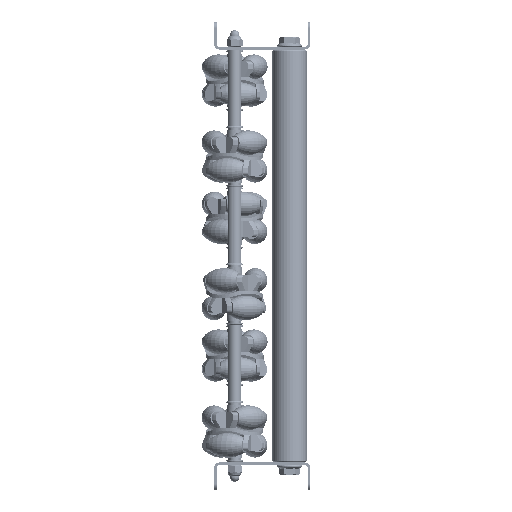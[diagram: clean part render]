
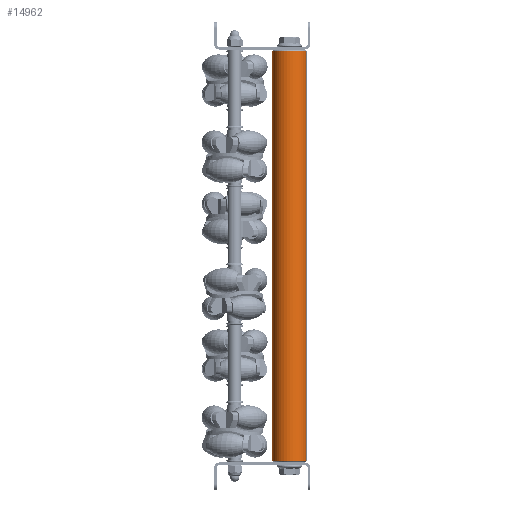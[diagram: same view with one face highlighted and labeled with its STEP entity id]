
A CAD part, left-side view. The second image highlights one B-rep face of the part: STEP entity #14962.
In plain terms, the highlighted cylindrical face has radius 12.5 mm (diameter 25 mm), a partial arc.
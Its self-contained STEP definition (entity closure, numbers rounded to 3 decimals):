
#357 = EDGE_LOOP ( 'NONE', ( #16198, #6730, #9926, #2459 ) ) ;
#380 = VERTEX_POINT ( 'NONE', #9011 ) ;
#1044 = FACE_OUTER_BOUND ( 'NONE', #357, .T. ) ;
#1470 = AXIS2_PLACEMENT_3D ( 'NONE', #7907, #5066, #6864 ) ;
#1890 = VERTEX_POINT ( 'NONE', #2953 ) ;
#2266 = EDGE_CURVE ( 'NONE', #380, #1890, #9223, .T. ) ;
#2459 = ORIENTED_EDGE ( 'NONE', *, *, #2266, .T. ) ;
#2953 = CARTESIAN_POINT ( 'NONE',  ( 1., 0., -12.5 ) ) ;
#3309 = LINE ( 'NONE', #6204, #11630 ) ;
#3493 = CARTESIAN_POINT ( 'NONE',  ( 299., 0., -12.5 ) ) ;
#4469 = DIRECTION ( 'NONE',  ( 0., 0., 1. ) ) ;
#4877 = CYLINDRICAL_SURFACE ( 'NONE', #13644, 12.5 ) ;
#5066 = DIRECTION ( 'NONE',  ( -1., 0., 0. ) ) ;
#6074 = VERTEX_POINT ( 'NONE', #6541 ) ;
#6204 = CARTESIAN_POINT ( 'NONE',  ( 300., 0., 12.5 ) ) ;
#6250 = CARTESIAN_POINT ( 'NONE',  ( 300., 0., 0. ) ) ;
#6534 = EDGE_CURVE ( 'NONE', #9545, #1890, #12030, .T. ) ;
#6541 = CARTESIAN_POINT ( 'NONE',  ( 299., 0., 12.5 ) ) ;
#6730 = ORIENTED_EDGE ( 'NONE', *, *, #7551, .T. ) ;
#6864 = DIRECTION ( 'NONE',  ( 0., 0., -1. ) ) ;
#7117 = EDGE_CURVE ( 'NONE', #6074, #380, #3309, .T. ) ;
#7551 = EDGE_CURVE ( 'NONE', #9545, #6074, #9104, .T. ) ;
#7570 = DIRECTION ( 'NONE',  ( -1., 0., 0. ) ) ;
#7907 = CARTESIAN_POINT ( 'NONE',  ( 299., 0., 0. ) ) ;
#8324 = VECTOR ( 'NONE', #13318, 1000. ) ;
#9011 = CARTESIAN_POINT ( 'NONE',  ( 1., 0., 12.5 ) ) ;
#9104 = CIRCLE ( 'NONE', #1470, 12.5 ) ;
#9223 = CIRCLE ( 'NONE', #11134, 12.5 ) ;
#9545 = VERTEX_POINT ( 'NONE', #3493 ) ;
#9926 = ORIENTED_EDGE ( 'NONE', *, *, #7117, .T. ) ;
#11134 = AXIS2_PLACEMENT_3D ( 'NONE', #11269, #13838, #16727 ) ;
#11269 = CARTESIAN_POINT ( 'NONE',  ( 1., 0., 0. ) ) ;
#11630 = VECTOR ( 'NONE', #7570, 1000. ) ;
#12030 = LINE ( 'NONE', #13146, #8324 ) ;
#13146 = CARTESIAN_POINT ( 'NONE',  ( 300., 0., -12.5 ) ) ;
#13318 = DIRECTION ( 'NONE',  ( -1., 0., 0. ) ) ;
#13644 = AXIS2_PLACEMENT_3D ( 'NONE', #6250, #15202, #4469 ) ;
#13838 = DIRECTION ( 'NONE',  ( 1., 0., 0. ) ) ;
#14962 = ADVANCED_FACE ( 'NONE', ( #1044 ), #4877, .T. ) ;
#15202 = DIRECTION ( 'NONE',  ( -1., 0., 0. ) ) ;
#16198 = ORIENTED_EDGE ( 'NONE', *, *, #6534, .F. ) ;
#16727 = DIRECTION ( 'NONE',  ( 0., 0., -1. ) ) ;
